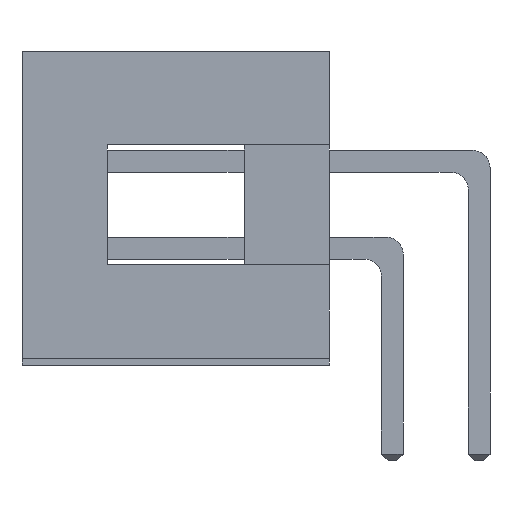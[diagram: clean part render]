
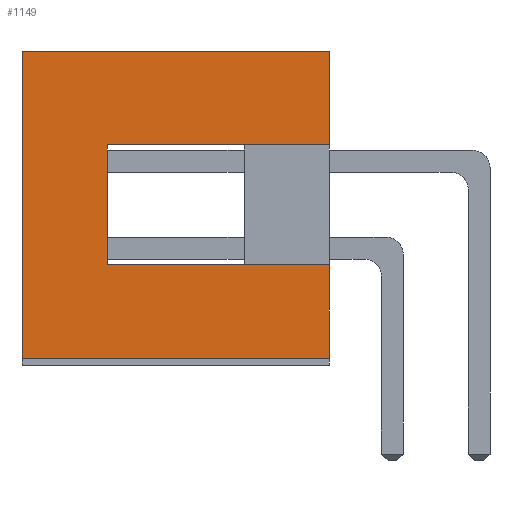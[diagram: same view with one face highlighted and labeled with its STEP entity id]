
A CAD part, front view. The second image highlights one B-rep face of the part: STEP entity #1149.
In plain terms, the highlighted planar face has unit normal (0, -1, 0).
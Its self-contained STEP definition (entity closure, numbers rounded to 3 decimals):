
#120 = VERTEX_POINT('',#121);
#121 = CARTESIAN_POINT('',(-12.225,-20.32,0.05));
#127 = EDGE_CURVE('',#120,#128,#130,.T.);
#128 = VERTEX_POINT('',#129);
#129 = CARTESIAN_POINT('',(-12.225,-20.32,9.05));
#130 = LINE('',#131,#132);
#131 = CARTESIAN_POINT('',(-12.225,-20.32,0.05));
#132 = VECTOR('',#133,1.);
#133 = DIRECTION('',(0.,0.,1.));
#284 = EDGE_CURVE('',#285,#128,#287,.T.);
#285 = VERTEX_POINT('',#286);
#286 = CARTESIAN_POINT('',(-3.225,-20.32,9.05));
#287 = LINE('',#288,#289);
#288 = CARTESIAN_POINT('',(-3.225,-20.32,9.05));
#289 = VECTOR('',#290,1.);
#290 = DIRECTION('',(-1.,0.,0.));
#436 = EDGE_CURVE('',#437,#285,#439,.T.);
#437 = VERTEX_POINT('',#438);
#438 = CARTESIAN_POINT('',(-3.225,-20.32,6.3));
#439 = LINE('',#440,#441);
#440 = CARTESIAN_POINT('',(-3.225,-20.32,0.05));
#441 = VECTOR('',#442,1.);
#442 = DIRECTION('',(0.,0.,1.));
#461 = VERTEX_POINT('',#462);
#462 = CARTESIAN_POINT('',(-3.225,-20.32,2.8));
#468 = EDGE_CURVE('',#469,#461,#471,.T.);
#469 = VERTEX_POINT('',#470);
#470 = CARTESIAN_POINT('',(-3.225,-20.32,0.05));
#471 = LINE('',#472,#473);
#472 = CARTESIAN_POINT('',(-3.225,-20.32,0.05));
#473 = VECTOR('',#474,1.);
#474 = DIRECTION('',(0.,0.,1.));
#1139 = EDGE_CURVE('',#469,#120,#1140,.T.);
#1140 = LINE('',#1141,#1142);
#1141 = CARTESIAN_POINT('',(-3.225,-20.32,0.05));
#1142 = VECTOR('',#1143,1.);
#1143 = DIRECTION('',(-1.,0.,0.));
#1149 = ADVANCED_FACE('',(#1150),#1179,.T.);
#1150 = FACE_BOUND('',#1151,.T.);
#1151 = EDGE_LOOP('',(#1152,#1153,#1154,#1155,#1163,#1171,#1177,#1178));
#1152 = ORIENTED_EDGE('',*,*,#127,.F.);
#1153 = ORIENTED_EDGE('',*,*,#1139,.F.);
#1154 = ORIENTED_EDGE('',*,*,#468,.T.);
#1155 = ORIENTED_EDGE('',*,*,#1156,.T.);
#1156 = EDGE_CURVE('',#461,#1157,#1159,.T.);
#1157 = VERTEX_POINT('',#1158);
#1158 = CARTESIAN_POINT('',(-9.725,-20.32,2.8));
#1159 = LINE('',#1160,#1161);
#1160 = CARTESIAN_POINT('',(-3.225,-20.32,2.8));
#1161 = VECTOR('',#1162,1.);
#1162 = DIRECTION('',(-1.,0.,0.));
#1163 = ORIENTED_EDGE('',*,*,#1164,.T.);
#1164 = EDGE_CURVE('',#1157,#1165,#1167,.T.);
#1165 = VERTEX_POINT('',#1166);
#1166 = CARTESIAN_POINT('',(-9.725,-20.32,6.3));
#1167 = LINE('',#1168,#1169);
#1168 = CARTESIAN_POINT('',(-9.725,-20.32,2.8));
#1169 = VECTOR('',#1170,1.);
#1170 = DIRECTION('',(0.,0.,1.));
#1171 = ORIENTED_EDGE('',*,*,#1172,.F.);
#1172 = EDGE_CURVE('',#437,#1165,#1173,.T.);
#1173 = LINE('',#1174,#1175);
#1174 = CARTESIAN_POINT('',(-3.225,-20.32,6.3));
#1175 = VECTOR('',#1176,1.);
#1176 = DIRECTION('',(-1.,0.,0.));
#1177 = ORIENTED_EDGE('',*,*,#436,.T.);
#1178 = ORIENTED_EDGE('',*,*,#284,.T.);
#1179 = PLANE('',#1180);
#1180 = AXIS2_PLACEMENT_3D('',#1181,#1182,#1183);
#1181 = CARTESIAN_POINT('',(-3.225,-20.32,0.05));
#1182 = DIRECTION('',(0.,-1.,0.));
#1183 = DIRECTION('',(-1.,0.,0.));
